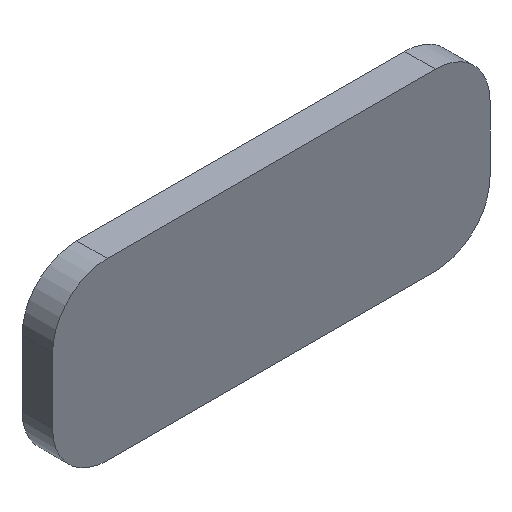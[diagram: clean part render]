
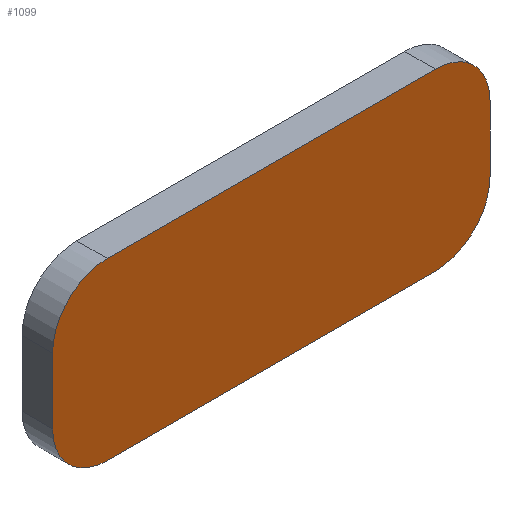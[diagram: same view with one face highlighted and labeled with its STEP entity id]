
A CAD part, isometric view. The second image highlights one B-rep face of the part: STEP entity #1099.
In plain terms, the highlighted planar face has unit normal (0, -1, 0).
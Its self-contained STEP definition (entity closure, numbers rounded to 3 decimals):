
#73=LINE('',#2625,#117);
#74=LINE('',#2629,#118);
#75=LINE('',#2633,#119);
#76=LINE('',#2636,#120);
#117=VECTOR('',#1531,10.);
#118=VECTOR('',#1534,10.);
#119=VECTOR('',#1537,10.);
#120=VECTOR('',#1540,10.);
#279=FACE_OUTER_BOUND('',#365,.T.);
#365=EDGE_LOOP('',(#971,#972,#973,#974,#975,#976,#977,#978));
#449=CIRCLE('',#1236,25.);
#450=CIRCLE('',#1237,25.);
#451=CIRCLE('',#1238,25.);
#452=CIRCLE('',#1239,25.);
#539=VERTEX_POINT('',#2621);
#540=VERTEX_POINT('',#2622);
#541=VERTEX_POINT('',#2624);
#542=VERTEX_POINT('',#2626);
#543=VERTEX_POINT('',#2628);
#544=VERTEX_POINT('',#2630);
#545=VERTEX_POINT('',#2632);
#546=VERTEX_POINT('',#2634);
#687=EDGE_CURVE('',#539,#540,#449,.T.);
#688=EDGE_CURVE('',#541,#539,#73,.T.);
#689=EDGE_CURVE('',#542,#541,#450,.T.);
#690=EDGE_CURVE('',#543,#542,#74,.T.);
#691=EDGE_CURVE('',#544,#543,#451,.T.);
#692=EDGE_CURVE('',#545,#544,#75,.T.);
#693=EDGE_CURVE('',#546,#545,#452,.T.);
#694=EDGE_CURVE('',#540,#546,#76,.T.);
#971=ORIENTED_EDGE('',*,*,#687,.F.);
#972=ORIENTED_EDGE('',*,*,#688,.F.);
#973=ORIENTED_EDGE('',*,*,#689,.F.);
#974=ORIENTED_EDGE('',*,*,#690,.F.);
#975=ORIENTED_EDGE('',*,*,#691,.F.);
#976=ORIENTED_EDGE('',*,*,#692,.F.);
#977=ORIENTED_EDGE('',*,*,#693,.F.);
#978=ORIENTED_EDGE('',*,*,#694,.F.);
#1041=PLANE('',#1235);
#1099=ADVANCED_FACE('',(#279),#1041,.F.);
#1235=AXIS2_PLACEMENT_3D('',#2620,#1527,#1528);
#1236=AXIS2_PLACEMENT_3D('',#2623,#1529,#1530);
#1237=AXIS2_PLACEMENT_3D('',#2627,#1532,#1533);
#1238=AXIS2_PLACEMENT_3D('',#2631,#1535,#1536);
#1239=AXIS2_PLACEMENT_3D('',#2635,#1538,#1539);
#1527=DIRECTION('center_axis',(0.,1.,0.));
#1528=DIRECTION('ref_axis',(1.,0.,0.));
#1529=DIRECTION('center_axis',(0.,1.,0.));
#1530=DIRECTION('ref_axis',(0.707,0.,0.707));
#1531=DIRECTION('',(1.,0.,0.));
#1532=DIRECTION('center_axis',(0.,1.,0.));
#1533=DIRECTION('ref_axis',(-0.707,0.,0.707));
#1534=DIRECTION('',(0.,0.,1.));
#1535=DIRECTION('center_axis',(0.,1.,0.));
#1536=DIRECTION('ref_axis',(-0.707,0.,-0.707));
#1537=DIRECTION('',(-1.,0.,0.));
#1538=DIRECTION('center_axis',(0.,1.,0.));
#1539=DIRECTION('ref_axis',(0.707,0.,-0.707));
#1540=DIRECTION('',(0.,0.,-1.));
#2620=CARTESIAN_POINT('Origin',(0.,1.,0.));
#2621=CARTESIAN_POINT('',(75.,1.,40.));
#2622=CARTESIAN_POINT('',(100.,1.,15.));
#2623=CARTESIAN_POINT('Origin',(75.,1.,15.));
#2624=CARTESIAN_POINT('',(-75.,1.,40.));
#2625=CARTESIAN_POINT('',(-50.,1.,40.));
#2626=CARTESIAN_POINT('',(-100.,1.,15.));
#2627=CARTESIAN_POINT('Origin',(-75.,1.,15.));
#2628=CARTESIAN_POINT('',(-100.,1.,-15.));
#2629=CARTESIAN_POINT('',(-100.,1.,-20.));
#2630=CARTESIAN_POINT('',(-75.,1.,-40.));
#2631=CARTESIAN_POINT('Origin',(-75.,1.,-15.));
#2632=CARTESIAN_POINT('',(75.,1.,-40.));
#2633=CARTESIAN_POINT('',(50.,1.,-40.));
#2634=CARTESIAN_POINT('',(100.,1.,-15.));
#2635=CARTESIAN_POINT('Origin',(75.,1.,-15.));
#2636=CARTESIAN_POINT('',(100.,1.,20.));
